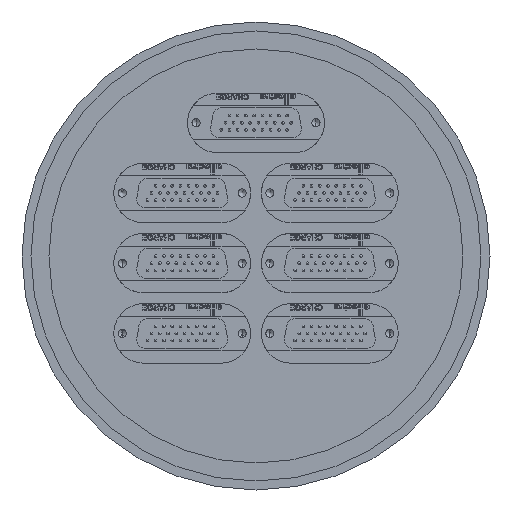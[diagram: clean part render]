
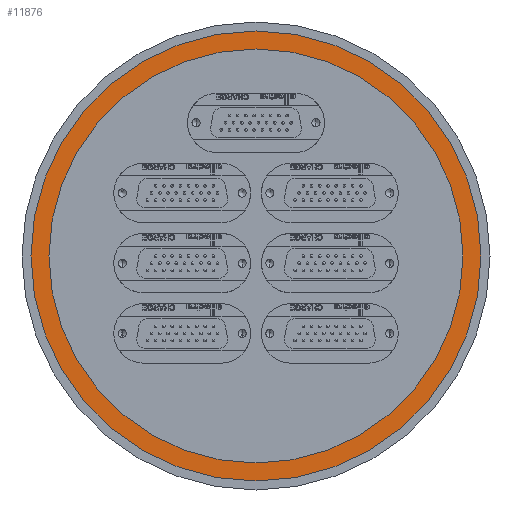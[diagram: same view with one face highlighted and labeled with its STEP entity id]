
A CAD part, front view. The second image highlights one B-rep face of the part: STEP entity #11876.
In plain terms, the highlighted planar face has unit normal (0, -1, 0).
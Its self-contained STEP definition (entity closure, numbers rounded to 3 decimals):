
#741 = DIRECTION ( 'NONE',  ( 0., -1., 0. ) ) ;
#1319 = EDGE_CURVE ( 'NONE', #12119, #10078, #12124, .T. ) ;
#1323 = VERTEX_POINT ( 'NONE', #3028 ) ;
#1358 = AXIS2_PLACEMENT_3D ( 'NONE', #7877, #741, #5691 ) ;
#1408 = AXIS2_PLACEMENT_3D ( 'NONE', #11107, #8873, #8804 ) ;
#1572 = AXIS2_PLACEMENT_3D ( 'NONE', #4258, #3252, #2065 ) ;
#2065 = DIRECTION ( 'NONE',  ( 0., 0., -1. ) ) ;
#2205 = EDGE_LOOP ( 'NONE', ( #2550, #6479 ) ) ;
#2245 = ORIENTED_EDGE ( 'NONE', *, *, #6393, .F. ) ;
#2550 = ORIENTED_EDGE ( 'NONE', *, *, #1319, .T. ) ;
#2571 = CARTESIAN_POINT ( 'NONE',  ( 0., -10., 0. ) ) ;
#3028 = CARTESIAN_POINT ( 'NONE',  ( 0., -10., -57.5 ) ) ;
#3252 = DIRECTION ( 'NONE',  ( 0., -1., 0. ) ) ;
#3565 = ORIENTED_EDGE ( 'NONE', *, *, #12630, .F. ) ;
#3915 = CIRCLE ( 'NONE', #1572, 57.5 ) ;
#4251 = FACE_OUTER_BOUND ( 'NONE', #2205, .T. ) ;
#4258 = CARTESIAN_POINT ( 'NONE',  ( 0., -10., 0. ) ) ;
#4905 = AXIS2_PLACEMENT_3D ( 'NONE', #2571, #6052, #12278 ) ;
#5021 = CARTESIAN_POINT ( 'NONE',  ( 0., -10., 57.5 ) ) ;
#5329 = DIRECTION ( 'NONE',  ( 0., -1., 0. ) ) ;
#5691 = DIRECTION ( 'NONE',  ( 0., 0., -1. ) ) ;
#6052 = DIRECTION ( 'NONE',  ( 0., -1., 0. ) ) ;
#6166 = CARTESIAN_POINT ( 'NONE',  ( 0., -10., 62.5 ) ) ;
#6393 = EDGE_CURVE ( 'NONE', #1323, #11362, #3915, .T. ) ;
#6479 = ORIENTED_EDGE ( 'NONE', *, *, #10280, .T. ) ;
#7170 = CIRCLE ( 'NONE', #1408, 57.5 ) ;
#7525 = DIRECTION ( 'NONE',  ( 0., 0., -1. ) ) ;
#7877 = CARTESIAN_POINT ( 'NONE',  ( 0., -10., 0. ) ) ;
#8405 = CIRCLE ( 'NONE', #1358, 62.5 ) ;
#8530 = PLANE ( 'NONE',  #11180 ) ;
#8804 = DIRECTION ( 'NONE',  ( 0., 0., -1. ) ) ;
#8873 = DIRECTION ( 'NONE',  ( 0., -1., 0. ) ) ;
#8924 = CARTESIAN_POINT ( 'NONE',  ( 0., -10., -62.5 ) ) ;
#10078 = VERTEX_POINT ( 'NONE', #6166 ) ;
#10280 = EDGE_CURVE ( 'NONE', #10078, #12119, #8405, .T. ) ;
#10453 = FACE_BOUND ( 'NONE', #11034, .T. ) ;
#11034 = EDGE_LOOP ( 'NONE', ( #2245, #3565 ) ) ;
#11107 = CARTESIAN_POINT ( 'NONE',  ( 0., -10., 0. ) ) ;
#11180 = AXIS2_PLACEMENT_3D ( 'NONE', #12566, #5329, #7525 ) ;
#11362 = VERTEX_POINT ( 'NONE', #5021 ) ;
#11876 = ADVANCED_FACE ( 'NONE', ( #4251, #10453 ), #8530, .T. ) ;
#12119 = VERTEX_POINT ( 'NONE', #8924 ) ;
#12124 = CIRCLE ( 'NONE', #4905, 62.5 ) ;
#12278 = DIRECTION ( 'NONE',  ( 0., 0., -1. ) ) ;
#12566 = CARTESIAN_POINT ( 'NONE',  ( 0., -10., -62.5 ) ) ;
#12630 = EDGE_CURVE ( 'NONE', #11362, #1323, #7170, .T. ) ;
